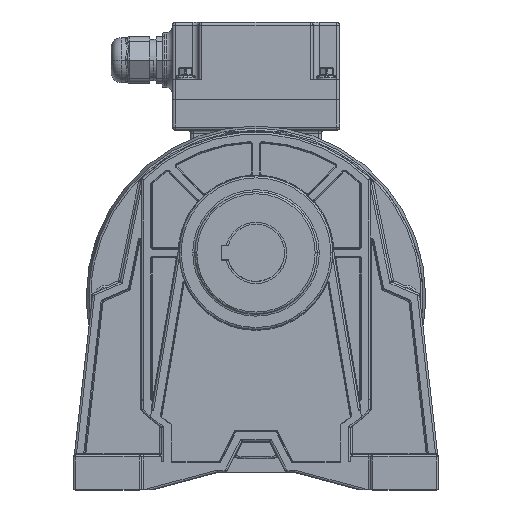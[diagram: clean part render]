
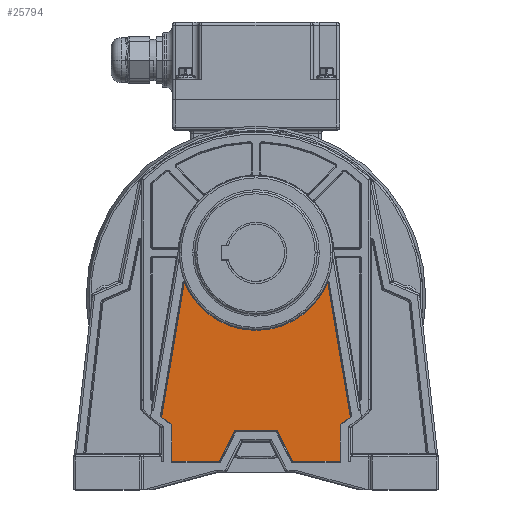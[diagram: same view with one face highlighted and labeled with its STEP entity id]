
A CAD part, top view. The second image highlights one B-rep face of the part: STEP entity #25794.
In plain terms, the highlighted planar face has unit normal (0, 0, 1).
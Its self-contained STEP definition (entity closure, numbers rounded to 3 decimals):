
#6671=DIRECTION('',(0.,1.,0.));
#6672=VECTOR('',#6671,17.84);
#6673=CARTESIAN_POINT('',(-41.28,-81.206,6.533));
#6674=LINE('',#6673,#6672);
#6675=CARTESIAN_POINT('',(0.,0.,6.533));
#6676=DIRECTION('',(0.,0.,-1.));
#6677=DIRECTION('',(-0.546,-0.838,0.));
#6678=AXIS2_PLACEMENT_3D('',#6675,#6676,#6677);
#6680=DIRECTION('',(0.166,0.986,0.));
#6681=VECTOR('',#6680,66.683);
#6682=CARTESIAN_POINT('',(-46.274,-59.816,6.533));
#6683=LINE('',#6682,#6681);
#6684=CARTESIAN_POINT('',(0.,20.904,6.533));
#6685=DIRECTION('',(0.,0.,1.));
#6686=DIRECTION('',(-0.92,-0.392,0.));
#6687=AXIS2_PLACEMENT_3D('',#6684,#6685,#6686);
#6689=DIRECTION('',(0.166,-0.986,0.));
#6690=VECTOR('',#6689,66.683);
#6691=CARTESIAN_POINT('',(35.227,5.946,6.533));
#6692=LINE('',#6691,#6690);
#6693=CARTESIAN_POINT('',(0.,0.,6.533));
#6694=DIRECTION('',(0.,0.,-1.));
#6695=DIRECTION('',(0.612,-0.791,0.));
#6696=AXIS2_PLACEMENT_3D('',#6693,#6694,#6695);
#6698=CARTESIAN_POINT('',(17.897,-81.206,6.533));
#6699=CARTESIAN_POINT('',(17.884,-81.205,6.533));
#6700=CARTESIAN_POINT('',(17.86,-81.201,6.533));
#6701=CARTESIAN_POINT('',(17.828,-81.18,6.533));
#6702=CARTESIAN_POINT('',(17.813,-81.162,6.533));
#6703=CARTESIAN_POINT('',(17.807,-81.151,6.533));
#6705=DIRECTION('',(-0.447,0.894,0.));
#6706=VECTOR('',#6705,16.236);
#6707=CARTESIAN_POINT('',(17.807,-81.151,6.533));
#6708=LINE('',#6707,#6706);
#6709=CARTESIAN_POINT('',(9.741,-67.031,6.533));
#6710=DIRECTION('',(0.,0.,1.));
#6711=DIRECTION('',(0.894,0.447,0.));
#6712=AXIS2_PLACEMENT_3D('',#6709,#6710,#6711);
#6714=CARTESIAN_POINT('',(-9.741,-67.031,6.533));
#6715=DIRECTION('',(0.,0.,1.));
#6716=DIRECTION('',(0.,1.,0.));
#6717=AXIS2_PLACEMENT_3D('',#6714,#6715,#6716);
#6719=DIRECTION('',(-0.447,-0.894,0.));
#6720=VECTOR('',#6719,16.236);
#6721=CARTESIAN_POINT('',(-10.546,-66.629,6.533));
#6722=LINE('',#6721,#6720);
#6723=CARTESIAN_POINT('',(-17.807,-81.151,6.533));
#6724=CARTESIAN_POINT('',(-17.813,-81.162,6.533));
#6725=CARTESIAN_POINT('',(-17.828,-81.181,6.533));
#6726=CARTESIAN_POINT('',(-17.861,-81.201,6.533));
#6727=CARTESIAN_POINT('',(-17.884,-81.206,6.533));
#6728=CARTESIAN_POINT('',(-17.897,-81.206,6.533));
#6748=DIRECTION('',(1.,0.,0.));
#6749=VECTOR('',#6748,23.383);
#6750=CARTESIAN_POINT('',(-41.28,-81.206,6.533));
#6751=LINE('',#6750,#6749);
#6790=DIRECTION('',(1.,0.,0.));
#6791=VECTOR('',#6790,19.482);
#6792=CARTESIAN_POINT('',(-9.741,-66.131,6.533));
#6793=LINE('',#6792,#6791);
#6836=DIRECTION('',(1.,0.,0.));
#6837=VECTOR('',#6836,23.383);
#6838=CARTESIAN_POINT('',(17.897,-81.206,6.533));
#6839=LINE('',#6838,#6837);
#6845=DIRECTION('',(0.,1.,0.));
#6846=VECTOR('',#6845,17.84);
#6847=CARTESIAN_POINT('',(41.28,-81.206,6.533));
#6848=LINE('',#6847,#6846);
#7031=CARTESIAN_POINT('',(-35.04,5.975,6.533));
#7032=CARTESIAN_POINT('',(-35.055,5.996,6.533));
#7033=CARTESIAN_POINT('',(-35.088,6.025,6.532));
#7034=CARTESIAN_POINT('',(-35.148,6.031,6.533));
#7035=CARTESIAN_POINT('',(-35.203,6.006,6.532));
#7036=CARTESIAN_POINT('',(-35.222,5.969,6.533));
#7037=CARTESIAN_POINT('',(-35.227,5.945,6.533));
#7072=CARTESIAN_POINT('',(35.129,5.929,6.533));
#7073=DIRECTION('',(0.,0.,1.));
#7074=DIRECTION('',(0.986,0.168,0.));
#7075=AXIS2_PLACEMENT_3D('',#7072,#7073,#7074);
#16126=CARTESIAN_POINT('',(41.28,-63.366,6.533));
#16127=VERTEX_POINT('',#16126);
#16128=CARTESIAN_POINT('',(46.274,-59.816,6.533));
#16129=VERTEX_POINT('',#16128);
#16132=CARTESIAN_POINT('',(35.227,5.946,6.533));
#16133=VERTEX_POINT('',#16132);
#16134=CARTESIAN_POINT('',(-41.28,-81.206,6.533));
#16135=CARTESIAN_POINT('',(-41.28,-63.366,6.533));
#16136=VERTEX_POINT('',#16134);
#16137=VERTEX_POINT('',#16135);
#16138=CARTESIAN_POINT('',(-46.274,-59.816,6.533));
#16139=VERTEX_POINT('',#16138);
#16140=CARTESIAN_POINT('',(-35.227,5.945,
6.533));
#16141=VERTEX_POINT('',#16140);
#16142=VERTEX_POINT('',#7031);
#16143=CARTESIAN_POINT('',(35.037,5.968,6.533));
#16144=VERTEX_POINT('',#16143);
#16145=CARTESIAN_POINT('',(41.28,-81.206,6.533));
#16146=VERTEX_POINT('',#16145);
#16147=CARTESIAN_POINT('',(17.897,-81.206,6.533));
#16148=VERTEX_POINT('',#16147);
#16149=VERTEX_POINT('',#6703);
#16150=CARTESIAN_POINT('',(10.546,-66.629,6.533));
#16151=VERTEX_POINT('',#16150);
#16152=CARTESIAN_POINT('',(9.741,-66.131,6.533));
#16153=VERTEX_POINT('',#16152);
#16154=CARTESIAN_POINT('',(-9.741,-66.131,6.533));
#16155=VERTEX_POINT('',#16154);
#16156=CARTESIAN_POINT('',(-10.546,-66.629,6.533));
#16157=VERTEX_POINT('',#16156);
#16158=CARTESIAN_POINT('',(-17.807,-81.151,6.533));
#16159=VERTEX_POINT('',#16158);
#16160=VERTEX_POINT('',#6728);
#25753=CARTESIAN_POINT('',(0.,0.,6.533));
#25754=DIRECTION('',(0.,0.,1.));
#25755=DIRECTION('',(1.,0.,0.));
#25756=AXIS2_PLACEMENT_3D('',#25753,#25754,#25755);
#25757=PLANE('',#25756);
#25759=ORIENTED_EDGE('',*,*,#25758,.T.);
#25761=ORIENTED_EDGE('',*,*,#25760,.T.);
#25763=ORIENTED_EDGE('',*,*,#25762,.T.);
#25765=ORIENTED_EDGE('',*,*,#25764,.F.);
#25767=ORIENTED_EDGE('',*,*,#25766,.T.);
#25769=ORIENTED_EDGE('',*,*,#25768,.F.);
#25770=ORIENTED_EDGE('',*,*,#25745,.T.);
#25771=ORIENTED_EDGE('',*,*,#25718,.T.);
#25773=ORIENTED_EDGE('',*,*,#25772,.F.);
#25775=ORIENTED_EDGE('',*,*,#25774,.F.);
#25777=ORIENTED_EDGE('',*,*,#25776,.T.);
#25779=ORIENTED_EDGE('',*,*,#25778,.T.);
#25781=ORIENTED_EDGE('',*,*,#25780,.T.);
#25783=ORIENTED_EDGE('',*,*,#25782,.F.);
#25785=ORIENTED_EDGE('',*,*,#25784,.T.);
#25787=ORIENTED_EDGE('',*,*,#25786,.T.);
#25789=ORIENTED_EDGE('',*,*,#25788,.T.);
#25791=ORIENTED_EDGE('',*,*,#25790,.F.);
#25792=EDGE_LOOP('',(#25759,#25761,#25763,#25765,#25767,#25769,#25770,#25771,
#25773,#25775,#25777,#25779,#25781,#25783,#25785,#25787,#25789,#25791));
#25793=FACE_OUTER_BOUND('',#25792,.F.);
#25794=ADVANCED_FACE('',(#25793),#25757,.T.);
#6679=CIRCLE('',#6678,75.626);
#6688=CIRCLE('',#6687,38.088);
#6697=CIRCLE('',#6696,75.626);
#6704=B_SPLINE_CURVE_WITH_KNOTS('',3,(#6698,#6699,#6700,#6701,#6702,#6703),
.UNSPECIFIED.,.F.,.F.,(4,1,1,4),(0.,0.333,0.667,1.),
.UNSPECIFIED.);
#6713=CIRCLE('',#6712,0.9);
#6718=CIRCLE('',#6717,0.9);
#6729=B_SPLINE_CURVE_WITH_KNOTS('',3,(#6723,#6724,#6725,#6726,#6727,#6728),
.UNSPECIFIED.,.F.,.F.,(4,1,1,4),(0.,0.333,0.667,1.),
.UNSPECIFIED.);
#7038=B_SPLINE_CURVE_WITH_KNOTS('',3,(#7031,#7032,#7033,#7034,#7035,#7036,
#7037),.UNSPECIFIED.,.F.,.F.,(4,1,1,1,4),(0.,0.25,0.5,0.75,1.),
.UNSPECIFIED.);
#7076=CIRCLE('',#7075,0.1);
#25718=EDGE_CURVE('',#16129,#16127,#6697,.T.);
#25745=EDGE_CURVE('',#16133,#16129,#6692,.T.);
#25758=EDGE_CURVE('',#16136,#16137,#6674,.T.);
#25760=EDGE_CURVE('',#16137,#16139,#6679,.T.);
#25762=EDGE_CURVE('',#16139,#16141,#6683,.T.);
#25764=EDGE_CURVE('',#16142,#16141,#7038,.T.);
#25766=EDGE_CURVE('',#16142,#16144,#6688,.T.);
#25768=EDGE_CURVE('',#16133,#16144,#7076,.T.);
#25772=EDGE_CURVE('',#16146,#16127,#6848,.T.);
#25774=EDGE_CURVE('',#16148,#16146,#6839,.T.);
#25776=EDGE_CURVE('',#16148,#16149,#6704,.T.);
#25778=EDGE_CURVE('',#16149,#16151,#6708,.T.);
#25780=EDGE_CURVE('',#16151,#16153,#6713,.T.);
#25782=EDGE_CURVE('',#16155,#16153,#6793,.T.);
#25784=EDGE_CURVE('',#16155,#16157,#6718,.T.);
#25786=EDGE_CURVE('',#16157,#16159,#6722,.T.);
#25788=EDGE_CURVE('',#16159,#16160,#6729,.T.);
#25790=EDGE_CURVE('',#16136,#16160,#6751,.T.);
